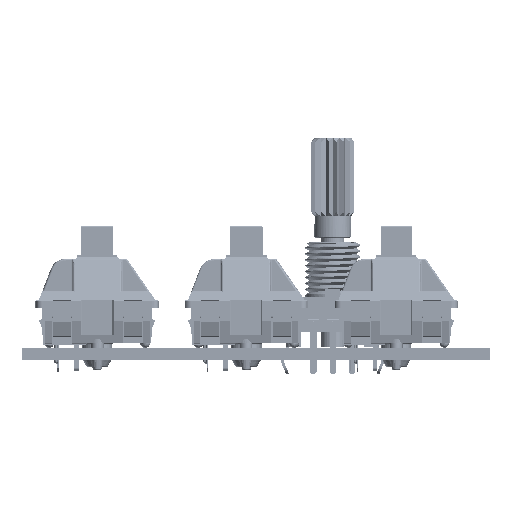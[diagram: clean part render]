
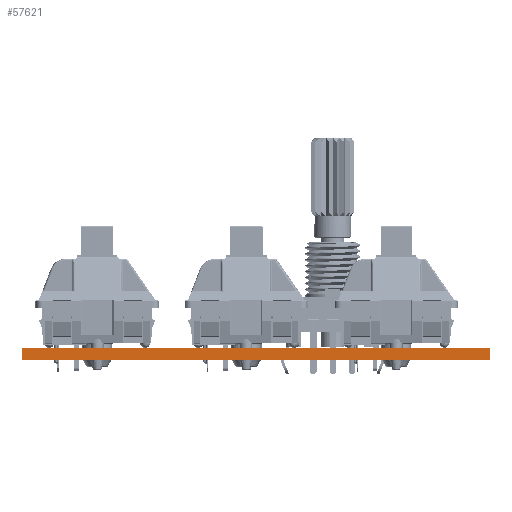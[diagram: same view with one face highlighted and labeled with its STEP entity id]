
A CAD part, left-side view. The second image highlights one B-rep face of the part: STEP entity #57621.
In plain terms, the highlighted planar face has unit normal (-1, 0, 0).
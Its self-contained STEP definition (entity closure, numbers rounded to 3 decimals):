
#57565 = VERTEX_POINT('',#57566);
#57566 = CARTESIAN_POINT('',(108.,-115.,1.51));
#57572 = EDGE_CURVE('',#57573,#57565,#57575,.T.);
#57573 = VERTEX_POINT('',#57574);
#57574 = CARTESIAN_POINT('',(108.,-115.,0.));
#57575 = LINE('',#57576,#57577);
#57576 = CARTESIAN_POINT('',(108.,-115.,0.));
#57577 = VECTOR('',#57578,1.);
#57578 = DIRECTION('',(0.,0.,1.));
#57621 = ADVANCED_FACE('',(#57622),#57647,.T.);
#57622 = FACE_BOUND('',#57623,.T.);
#57623 = EDGE_LOOP('',(#57624,#57625,#57633,#57641));
#57624 = ORIENTED_EDGE('',*,*,#57572,.T.);
#57625 = ORIENTED_EDGE('',*,*,#57626,.T.);
#57626 = EDGE_CURVE('',#57565,#57627,#57629,.T.);
#57627 = VERTEX_POINT('',#57628);
#57628 = CARTESIAN_POINT('',(108.,-55.5,1.51));
#57629 = LINE('',#57630,#57631);
#57630 = CARTESIAN_POINT('',(108.,-115.,1.51));
#57631 = VECTOR('',#57632,1.);
#57632 = DIRECTION('',(0.,1.,0.));
#57633 = ORIENTED_EDGE('',*,*,#57634,.F.);
#57634 = EDGE_CURVE('',#57635,#57627,#57637,.T.);
#57635 = VERTEX_POINT('',#57636);
#57636 = CARTESIAN_POINT('',(108.,-55.5,0.));
#57637 = LINE('',#57638,#57639);
#57638 = CARTESIAN_POINT('',(108.,-55.5,0.));
#57639 = VECTOR('',#57640,1.);
#57640 = DIRECTION('',(0.,0.,1.));
#57641 = ORIENTED_EDGE('',*,*,#57642,.F.);
#57642 = EDGE_CURVE('',#57573,#57635,#57643,.T.);
#57643 = LINE('',#57644,#57645);
#57644 = CARTESIAN_POINT('',(108.,-115.,0.));
#57645 = VECTOR('',#57646,1.);
#57646 = DIRECTION('',(0.,1.,0.));
#57647 = PLANE('',#57648);
#57648 = AXIS2_PLACEMENT_3D('',#57649,#57650,#57651);
#57649 = CARTESIAN_POINT('',(108.,-115.,0.));
#57650 = DIRECTION('',(-1.,0.,0.));
#57651 = DIRECTION('',(0.,1.,0.));
